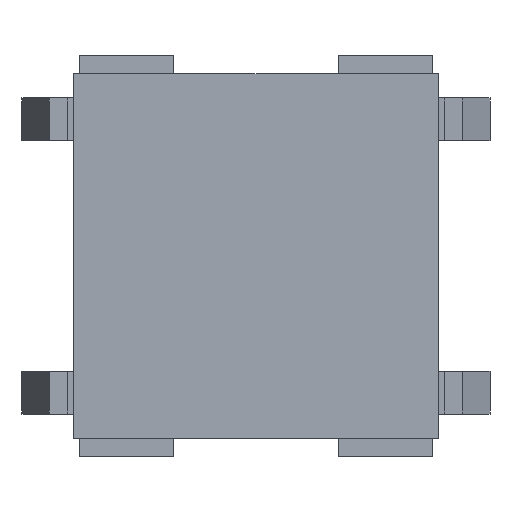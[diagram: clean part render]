
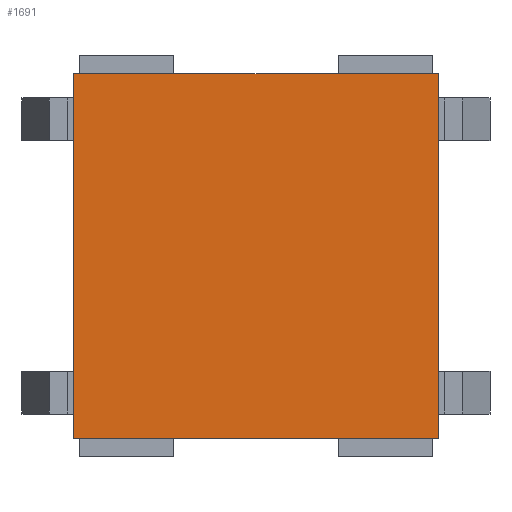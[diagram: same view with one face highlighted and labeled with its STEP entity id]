
A CAD part, front view. The second image highlights one B-rep face of the part: STEP entity #1691.
In plain terms, the highlighted planar face has unit normal (0, -1, 0).
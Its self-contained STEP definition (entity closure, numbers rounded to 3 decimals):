
#5 = FACE_OUTER_BOUND ( 'NONE', #1777, .T. ) ;
#22 = PLANE ( 'NONE',  #23 ) ;
#23 = AXIS2_PLACEMENT_3D ( 'NONE', #24, #25, #26 ) ;
#24 = CARTESIAN_POINT ( 'NONE',  ( -3., 0., -3. ) ) ;
#25 = DIRECTION ( 'NONE',  ( 0., -1., 0. ) ) ;
#26 = DIRECTION ( 'NONE',  ( 0., 0., -1. ) ) ;
#334 = LINE ( 'NONE', #335, #336 ) ;
#335 = CARTESIAN_POINT ( 'NONE',  ( -3., 0., 3. ) ) ;
#336 = VECTOR ( 'NONE', #337, 1000. ) ;
#337 = DIRECTION ( 'NONE',  ( 0., 0., 1. ) ) ;
#739 = LINE ( 'NONE', #740, #741 ) ;
#740 = CARTESIAN_POINT ( 'NONE',  ( -3., 0., 3. ) ) ;
#741 = VECTOR ( 'NONE', #742, 1000. ) ;
#742 = DIRECTION ( 'NONE',  ( 1., 0., 0. ) ) ;
#1023 = EDGE_CURVE ( 'NONE', #1684, #1438, #2619, .T. ) ;
#1438 = VERTEX_POINT ( 'NONE', #2112 ) ;
#1445 = ORIENTED_EDGE ( 'NONE', *, *, #2472, .F. ) ;
#1537 = VERTEX_POINT ( 'NONE', #2475 ) ;
#1684 = VERTEX_POINT ( 'NONE', #3078 ) ;
#1691 = ADVANCED_FACE ( 'NONE', ( #5 ), #22, .T. ) ;
#1751 = EDGE_CURVE ( 'NONE', #1438, #3042, #334, .T. ) ;
#1777 = EDGE_LOOP ( 'NONE', ( #1821, #3205, #3227, #1445 ) ) ;
#1821 = ORIENTED_EDGE ( 'NONE', *, *, #1751, .F. ) ;
#2112 = CARTESIAN_POINT ( 'NONE',  ( -3., 0., -3. ) ) ;
#2472 = EDGE_CURVE ( 'NONE', #3042, #1537, #739, .T. ) ;
#2475 = CARTESIAN_POINT ( 'NONE',  ( 3., 0., 3. ) ) ;
#2619 = LINE ( 'NONE', #2620, #2621 ) ;
#2620 = CARTESIAN_POINT ( 'NONE',  ( -3., 0., -3. ) ) ;
#2621 = VECTOR ( 'NONE', #2625, 1000. ) ;
#2625 = DIRECTION ( 'NONE',  ( -1., 0., 0. ) ) ;
#2683 = LINE ( 'NONE', #2684, #2685 ) ;
#2684 = CARTESIAN_POINT ( 'NONE',  ( 3., 0., 3. ) ) ;
#2685 = VECTOR ( 'NONE', #2686, 1000. ) ;
#2686 = DIRECTION ( 'NONE',  ( 0., 0., -1. ) ) ;
#2949 = CARTESIAN_POINT ( 'NONE',  ( -3., 0., 3. ) ) ;
#3042 = VERTEX_POINT ( 'NONE', #2949 ) ;
#3078 = CARTESIAN_POINT ( 'NONE',  ( 3., 0., -3. ) ) ;
#3205 = ORIENTED_EDGE ( 'NONE', *, *, #1023, .F. ) ;
#3227 = ORIENTED_EDGE ( 'NONE', *, *, #3266, .F. ) ;
#3266 = EDGE_CURVE ( 'NONE', #1537, #1684, #2683, .T. ) ;
